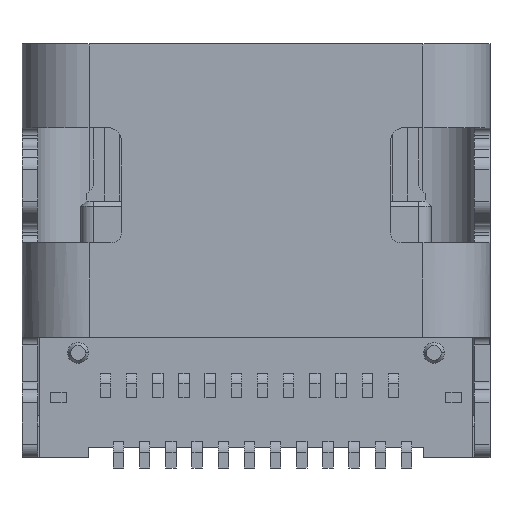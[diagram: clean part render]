
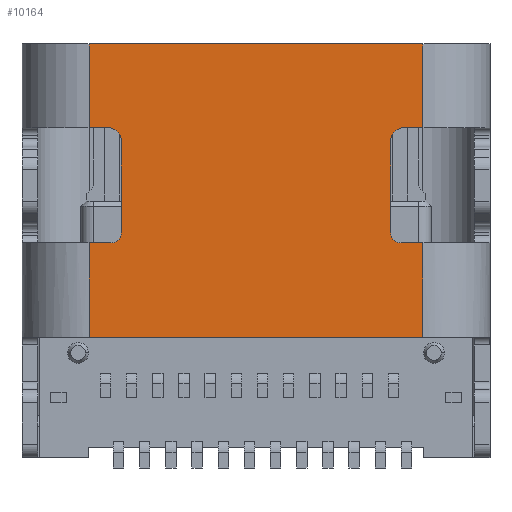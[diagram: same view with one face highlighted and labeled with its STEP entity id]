
A CAD part, front view. The second image highlights one B-rep face of the part: STEP entity #10164.
In plain terms, the highlighted planar face has unit normal (0, -1, 0).
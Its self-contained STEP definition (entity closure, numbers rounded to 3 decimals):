
#25=DIRECTION('',(1.,0.,0.));
#26=VECTOR('',#25,6.38);
#27=CARTESIAN_POINT('',(-3.19,-1.58,0.));
#28=LINE('',#27,#26);
#2123=DIRECTION('',(0.,0.,-1.));
#2124=VECTOR('',#2123,1.6);
#2125=CARTESIAN_POINT('',(3.19,-1.58,0.));
#2126=LINE('',#2125,#2124);
#2132=DIRECTION('',(0.,0.,-1.));
#2133=VECTOR('',#2132,1.8);
#2134=CARTESIAN_POINT('',(3.19,-1.58,-3.8));
#2135=LINE('',#2134,#2133);
#2256=DIRECTION('',(-1.,0.,0.));
#2257=VECTOR('',#2256,0.37);
#2258=CARTESIAN_POINT('',(3.19,-1.58,-1.6));
#2259=LINE('',#2258,#2257);
#2260=DIRECTION('',(0.,0.,-1.));
#2261=VECTOR('',#2260,1.75);
#2262=CARTESIAN_POINT('',(2.57,-1.58,-1.85));
#2263=LINE('',#2262,#2261);
#2264=DIRECTION('',(-1.,0.,0.));
#2265=VECTOR('',#2264,0.42);
#2266=CARTESIAN_POINT('',(3.19,-1.58,-3.8));
#2267=LINE('',#2266,#2265);
#2268=DIRECTION('',(1.,0.,0.));
#2269=VECTOR('',#2268,6.38);
#2270=CARTESIAN_POINT('',(-3.19,-1.58,-5.6));
#2271=LINE('',#2270,#2269);
#2272=DIRECTION('',(0.,0.,-1.));
#2273=VECTOR('',#2272,1.8);
#2274=CARTESIAN_POINT('',(-3.19,-1.58,-3.8));
#2275=LINE('',#2274,#2273);
#2276=DIRECTION('',(1.,0.,0.));
#2277=VECTOR('',#2276,0.42);
#2278=CARTESIAN_POINT('',(-3.19,-1.58,-3.8));
#2279=LINE('',#2278,#2277);
#2280=DIRECTION('',(0.,0.,1.));
#2281=VECTOR('',#2280,1.75);
#2282=CARTESIAN_POINT('',(-2.57,-1.58,-3.6));
#2283=LINE('',#2282,#2281);
#2284=DIRECTION('',(1.,0.,0.));
#2285=VECTOR('',#2284,0.37);
#2286=CARTESIAN_POINT('',(-3.19,-1.58,-1.6));
#2287=LINE('',#2286,#2285);
#2288=DIRECTION('',(0.,0.,-1.));
#2289=VECTOR('',#2288,1.6);
#2290=CARTESIAN_POINT('',(-3.19,-1.58,0.));
#2291=LINE('',#2290,#2289);
#2292=CARTESIAN_POINT('',(2.82,-1.58,-1.85));
#2293=DIRECTION('',(0.,1.,0.));
#2294=DIRECTION('',(-1.,0.,0.));
#2295=AXIS2_PLACEMENT_3D('',#2292,#2293,#2294);
#3272=CARTESIAN_POINT('',(-2.77,-1.58,-3.6));
#3273=DIRECTION('',(0.,1.,0.));
#3274=DIRECTION('',(1.,0.,0.));
#3275=AXIS2_PLACEMENT_3D('',#3272,#3273,#3274);
#3290=CARTESIAN_POINT('',(-2.82,-1.58,-1.85));
#3291=DIRECTION('',(0.,1.,0.));
#3292=DIRECTION('',(0.,0.,1.));
#3293=AXIS2_PLACEMENT_3D('',#3290,#3291,#3292);
#5102=CARTESIAN_POINT('',(2.77,-1.58,-3.6));
#5103=DIRECTION('',(0.,1.,0.));
#5104=DIRECTION('',(0.,0.,-1.));
#5105=AXIS2_PLACEMENT_3D('',#5102,#5103,#5104);
#5726=CARTESIAN_POINT('',(-3.19,-1.58,0.));
#5727=VERTEX_POINT('',#5726);
#5728=CARTESIAN_POINT('',(3.19,-1.58,0.));
#5729=VERTEX_POINT('',#5728);
#5737=CARTESIAN_POINT('',(-3.19,-1.58,-3.8));
#5739=VERTEX_POINT('',#5737);
#5741=CARTESIAN_POINT('',(-3.19,-1.58,-1.6));
#5743=VERTEX_POINT('',#5741);
#5752=CARTESIAN_POINT('',(3.19,-1.58,-1.6));
#5754=VERTEX_POINT('',#5752);
#5756=CARTESIAN_POINT('',(3.19,-1.58,-3.8));
#5758=VERTEX_POINT('',#5756);
#5780=CARTESIAN_POINT('',(-3.19,-1.58,-5.6));
#5781=CARTESIAN_POINT('',(3.19,-1.58,-5.6));
#5782=VERTEX_POINT('',#5780);
#5783=VERTEX_POINT('',#5781);
#6158=CARTESIAN_POINT('',(2.57,-1.58,-1.85));
#6160=VERTEX_POINT('',#6158);
#6162=CARTESIAN_POINT('',(2.82,-1.58,-1.6));
#6164=VERTEX_POINT('',#6162);
#6166=CARTESIAN_POINT('',(2.77,-1.58,-3.8));
#6168=VERTEX_POINT('',#6166);
#6170=CARTESIAN_POINT('',(2.57,-1.58,-3.6));
#6172=VERTEX_POINT('',#6170);
#6174=CARTESIAN_POINT('',(-2.82,-1.58,-1.6));
#6176=VERTEX_POINT('',#6174);
#6178=CARTESIAN_POINT('',(-2.57,-1.58,-1.85));
#6180=VERTEX_POINT('',#6178);
#6182=CARTESIAN_POINT('',(-2.57,-1.58,-3.6));
#6184=VERTEX_POINT('',#6182);
#6186=CARTESIAN_POINT('',(-2.77,-1.58,-3.8));
#6188=VERTEX_POINT('',#6186);
#10133=CARTESIAN_POINT('',(-3.19,-1.58,0.));
#10134=DIRECTION('',(0.,-1.,0.));
#10135=DIRECTION('',(1.,0.,0.));
#10136=AXIS2_PLACEMENT_3D('',#10133,#10134,#10135);
#10137=PLANE('',#10136);
#10138=ORIENTED_EDGE('',*,*,#9992,.T.);
#10140=ORIENTED_EDGE('',*,*,#10139,.F.);
#10142=ORIENTED_EDGE('',*,*,#10141,.T.);
#10144=ORIENTED_EDGE('',*,*,#10143,.F.);
#10146=ORIENTED_EDGE('',*,*,#10145,.F.);
#10147=ORIENTED_EDGE('',*,*,#9967,.T.);
#10148=ORIENTED_EDGE('',*,*,#9500,.F.);
#10149=ORIENTED_EDGE('',*,*,#10125,.F.);
#10151=ORIENTED_EDGE('',*,*,#10150,.T.);
#10153=ORIENTED_EDGE('',*,*,#10152,.F.);
#10155=ORIENTED_EDGE('',*,*,#10154,.T.);
#10157=ORIENTED_EDGE('',*,*,#10156,.F.);
#10158=ORIENTED_EDGE('',*,*,#10089,.F.);
#10159=ORIENTED_EDGE('',*,*,#10109,.F.);
#10160=ORIENTED_EDGE('',*,*,#7480,.T.);
#10161=ORIENTED_EDGE('',*,*,#9954,.T.);
#10162=EDGE_LOOP('',(#10138,#10140,#10142,#10144,#10146,#10147,#10148,#10149,
#10151,#10153,#10155,#10157,#10158,#10159,#10160,#10161));
#10163=FACE_OUTER_BOUND('',#10162,.F.);
#2296=CIRCLE('',#2295,0.25);
#3276=CIRCLE('',#3275,0.2);
#3294=CIRCLE('',#3293,0.25);
#5106=CIRCLE('',#5105,0.2);
#7480=EDGE_CURVE('',#5727,#5729,#28,.T.);
#9500=EDGE_CURVE('',#5782,#5783,#2271,.T.);
#9954=EDGE_CURVE('',#5729,#5754,#2126,.T.);
#9967=EDGE_CURVE('',#5758,#5783,#2135,.T.);
#9992=EDGE_CURVE('',#5754,#6164,#2259,.T.);
#10089=EDGE_CURVE('',#5743,#6176,#2287,.T.);
#10109=EDGE_CURVE('',#5727,#5743,#2291,.T.);
#10125=EDGE_CURVE('',#5739,#5782,#2275,.T.);
#10139=EDGE_CURVE('',#6160,#6164,#2296,.T.);
#10141=EDGE_CURVE('',#6160,#6172,#2263,.T.);
#10143=EDGE_CURVE('',#6168,#6172,#5106,.T.);
#10145=EDGE_CURVE('',#5758,#6168,#2267,.T.);
#10150=EDGE_CURVE('',#5739,#6188,#2279,.T.);
#10152=EDGE_CURVE('',#6184,#6188,#3276,.T.);
#10154=EDGE_CURVE('',#6184,#6180,#2283,.T.);
#10156=EDGE_CURVE('',#6176,#6180,#3294,.T.);
#10164=ADVANCED_FACE('',(#10163),#10137,.T.);
